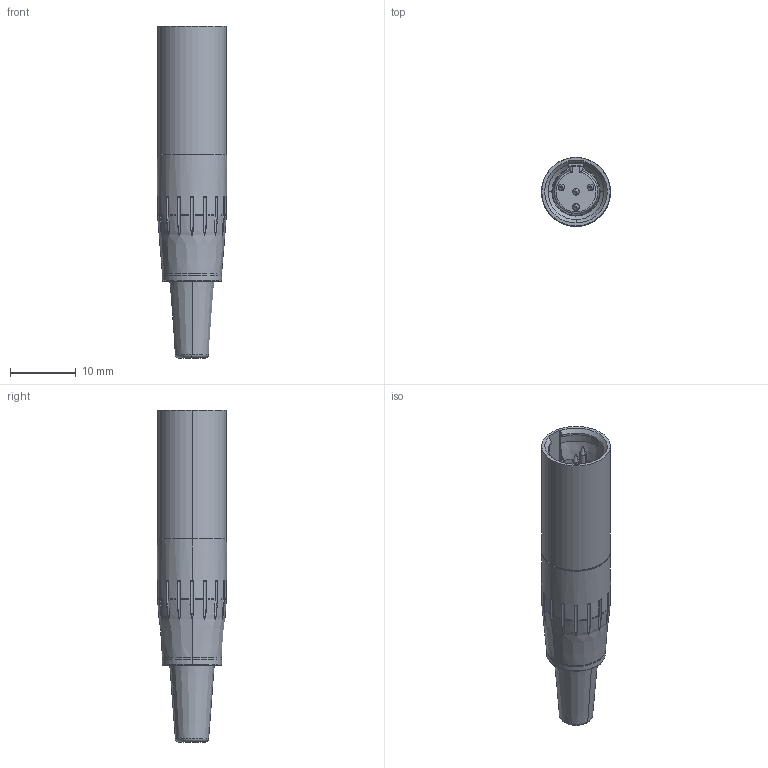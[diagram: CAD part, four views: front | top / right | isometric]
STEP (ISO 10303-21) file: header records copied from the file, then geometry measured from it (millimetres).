
FILE_DESCRIPTION (( 'STEP AP203' ), '1' );
FILE_NAME ('IO-TXLR4-M.stp', '2024-03-20T16:27:53', ( '' ), ( '' ), 'SwSTEP 2.0', 'SolidWorks 2018', '' );
FILE_SCHEMA (( 'CONFIG_CONTROL_DESIGN' ));
Products named in the file (1): IO-TXLR4-M
Bounding box: 10.5 x 10.5 x 50.5 mm (x, y, z)
Volume: 1680.9 mm3; surface area: 4030 mm2
Topology: 9 solids, 9 shells, 1027 faces, 2722 edges, 1715 vertices
Faces by surface type: plane 466, cylinder 291, bspline 106, torus 87, cone 77
Entity records: 48153 total; most frequent: CARTESIAN_POINT 23494, ORIENTED_EDGE 5394, DIRECTION 4863, EDGE_CURVE 2697, AXIS2_PLACEMENT_3D 1785, VERTEX_POINT 1715, VECTOR 1293, LINE 1293
